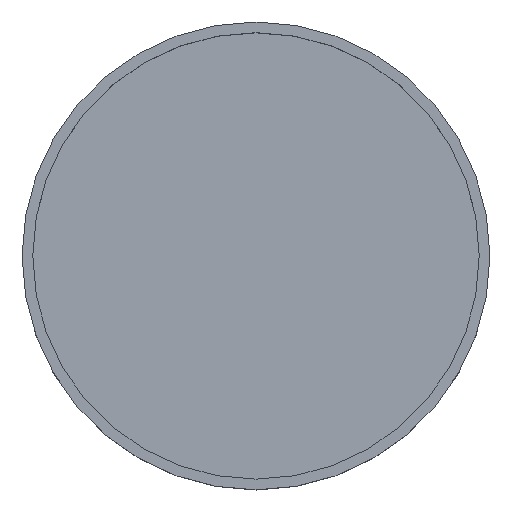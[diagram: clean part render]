
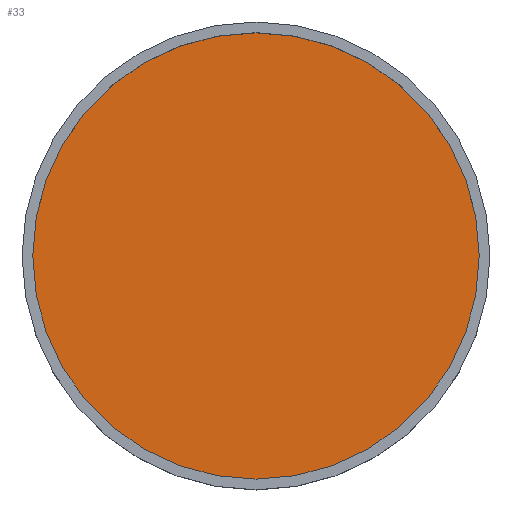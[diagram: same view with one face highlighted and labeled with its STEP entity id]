
A CAD part, top view. The second image highlights one B-rep face of the part: STEP entity #33.
In plain terms, the highlighted planar face has unit normal (0, 0, 1).
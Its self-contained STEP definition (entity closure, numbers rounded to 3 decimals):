
#33 = ADVANCED_FACE( '', ( #64 ), #65, .F. );
#64 = FACE_OUTER_BOUND( '', #89, .T. );
#65 = PLANE( '', #90 );
#89 = EDGE_LOOP( '', ( #112 ) );
#90 = AXIS2_PLACEMENT_3D( '', #113, #114, #115 );
#112 = ORIENTED_EDGE( '', *, *, #129, .F. );
#113 = CARTESIAN_POINT( '', ( 0., 0., -22. ) );
#114 = DIRECTION( '', ( 0., 0., -1. ) );
#115 = DIRECTION( '', ( -1., 0., 0. ) );
#129 = EDGE_CURVE( '', #139, #139, #140, .T. );
#139 = VERTEX_POINT( '', #152 );
#140 = CIRCLE( '', #153, 62.5 );
#152 = CARTESIAN_POINT( '', ( -62.5, 0., -22. ) );
#153 = AXIS2_PLACEMENT_3D( '', #165, #166, #167 );
#165 = CARTESIAN_POINT( '', ( 0., 0., -22. ) );
#166 = DIRECTION( '', ( 0., 0., -1. ) );
#167 = DIRECTION( '', ( -1., 0., 0. ) );
